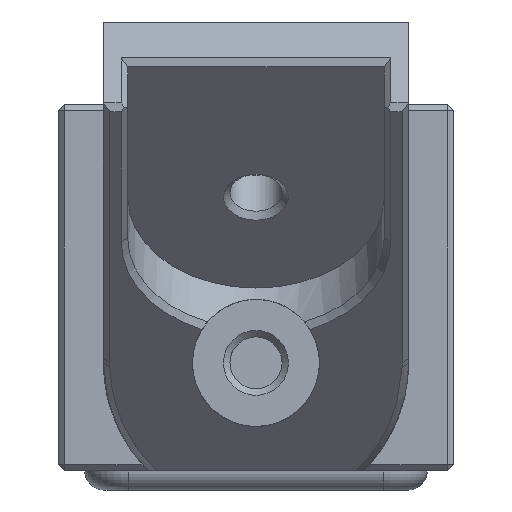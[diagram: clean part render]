
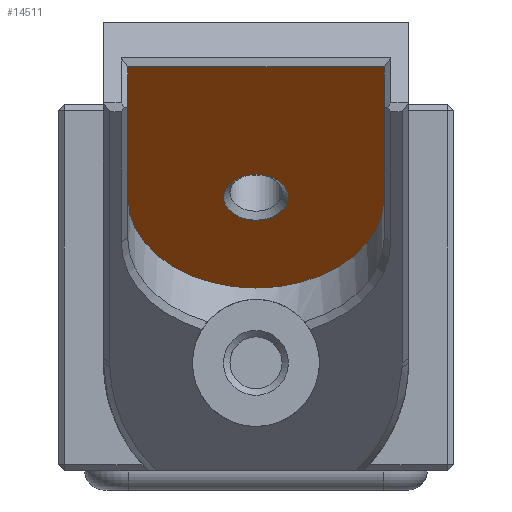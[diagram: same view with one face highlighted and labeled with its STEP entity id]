
A CAD part, front view. The second image highlights one B-rep face of the part: STEP entity #14511.
In plain terms, the highlighted planar face has unit normal (0, -0.707, -0.707).
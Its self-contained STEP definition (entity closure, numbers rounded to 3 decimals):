
#521=FACE_BOUND('',#5489,.T.);
#1179=CIRCLE('',#16003,2.55);
#1182=CIRCLE('',#16008,10.1);
#2262=LINE('',#31448,#3289);
#2266=LINE('',#31485,#3293);
#2267=LINE('',#31488,#3294);
#3289=VECTOR('',#19706,10.);
#3293=VECTOR('',#19726,10.);
#3294=VECTOR('',#19729,10.);
#3745=PLANE('',#16007);
#4573=FACE_OUTER_BOUND('',#5488,.T.);
#5488=EDGE_LOOP('',(#13123,#13124,#13125,#13126));
#5489=EDGE_LOOP('',(#13127));
#7002=VERTEX_POINT('',#31271);
#7038=VERTEX_POINT('',#31435);
#7041=VERTEX_POINT('',#31474);
#7044=VERTEX_POINT('',#31484);
#7045=VERTEX_POINT('',#31486);
#9094=EDGE_CURVE('',#7038,#7002,#2262,.T.);
#9098=EDGE_CURVE('',#7041,#7041,#1179,.T.);
#9103=EDGE_CURVE('',#7044,#7038,#2266,.T.);
#9104=EDGE_CURVE('',#7045,#7044,#1182,.T.);
#9105=EDGE_CURVE('',#7002,#7045,#2267,.T.);
#13123=ORIENTED_EDGE('',*,*,#9094,.F.);
#13124=ORIENTED_EDGE('',*,*,#9103,.F.);
#13125=ORIENTED_EDGE('',*,*,#9104,.F.);
#13126=ORIENTED_EDGE('',*,*,#9105,.F.);
#13127=ORIENTED_EDGE('',*,*,#9098,.F.);
#14511=ADVANCED_FACE('',(#4573,#521),#3745,.T.);
#16003=AXIS2_PLACEMENT_3D('',#31475,#19714,#19715);
#16007=AXIS2_PLACEMENT_3D('',#31483,#19724,#19725);
#16008=AXIS2_PLACEMENT_3D('',#31487,#19727,#19728);
#19706=DIRECTION('',(1.,0.,0.));
#19714=DIRECTION('center_axis',(0.,-0.707,
-0.707));
#19715=DIRECTION('ref_axis',(1.,0.,0.));
#19724=DIRECTION('center_axis',(0.,-0.707,
-0.707));
#19725=DIRECTION('ref_axis',(1.,0.,0.));
#19726=DIRECTION('',(0.,-0.707,0.707));
#19727=DIRECTION('center_axis',(0.,0.707,
0.707));
#19728=DIRECTION('ref_axis',(-1.,0.,0.));
#19729=DIRECTION('',(0.,0.707,-0.707));
#31271=CARTESIAN_POINT('',(10.1,-57.433,33.289));
#31435=CARTESIAN_POINT('',(-10.1,-57.433,33.289));
#31448=CARTESIAN_POINT('',(-6.,-57.433,33.289));
#31474=CARTESIAN_POINT('',(-2.55,-47.18,23.036));
#31475=CARTESIAN_POINT('Origin',(0.,-47.18,
23.036));
#31483=CARTESIAN_POINT('Origin',(0.,-48.913,
24.768));
#31484=CARTESIAN_POINT('',(-10.1,-47.18,23.036));
#31485=CARTESIAN_POINT('',(-10.1,-47.18,23.036));
#31486=CARTESIAN_POINT('',(10.1,-47.18,23.036));
#31487=CARTESIAN_POINT('Origin',(0.,-47.18,
23.036));
#31488=CARTESIAN_POINT('',(10.1,-47.18,23.036));
